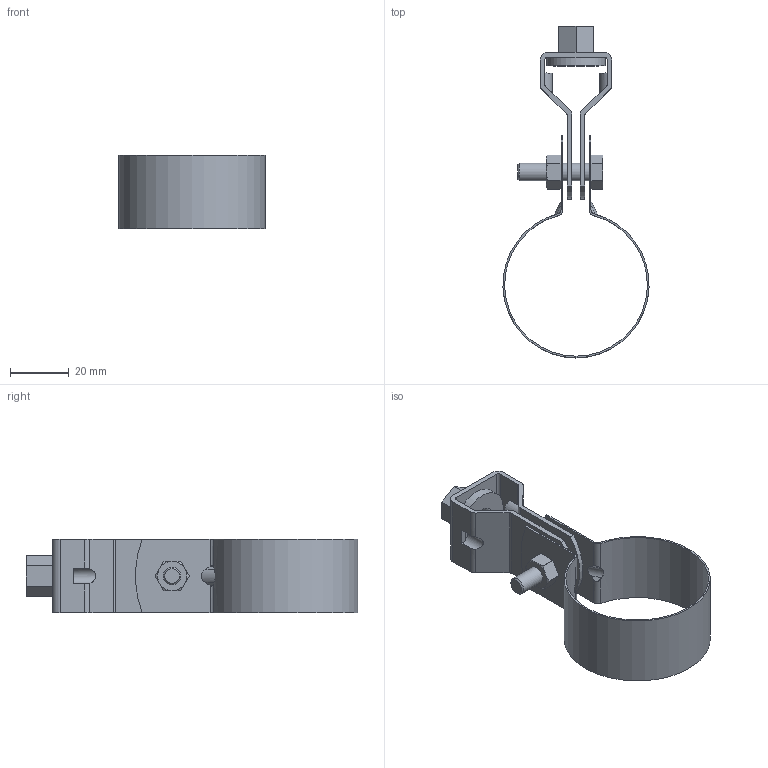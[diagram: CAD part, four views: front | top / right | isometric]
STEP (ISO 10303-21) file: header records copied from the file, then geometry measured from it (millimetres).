
FILE_DESCRIPTION( ( 'STEP AP203' ), '1' );
FILE_NAME( '40A.step', '2022-07-12T04:02:15', ( ' ' ), ( ' ' ), 'XStep 1.0', ' ', ' ' );
FILE_SCHEMA( ( 'CONFIG_CONTROL_DESIGN' ) );
Length unit declared in the file: millimetre
Products named in the file (5): 1; 2; 3; 4; 5
Bounding box: 49.76 x 113.03 x 25 mm (x, y, z)
Volume: 10191.6 mm3; surface area: 18828 mm2
Topology: 5 solids, 5 shells, 122 faces, 332 edges, 218 vertices
Faces by surface type: plane 60, cylinder 53, cone 9
Full cylindrical faces by diameter (mm): 4.917 x1, 6 x1, 7 x2, 8.5 x1, 10.5 x2, 15 x1, 20 x1
Entity records: 4164 total; most frequent: CARTESIAN_POINT 831, DIRECTION 662, ORIENTED_EDGE 634, EDGE_CURVE 317, AXIS2_PLACEMENT_3D 242, VERTEX_POINT 215, LINE 178, VECTOR 178
